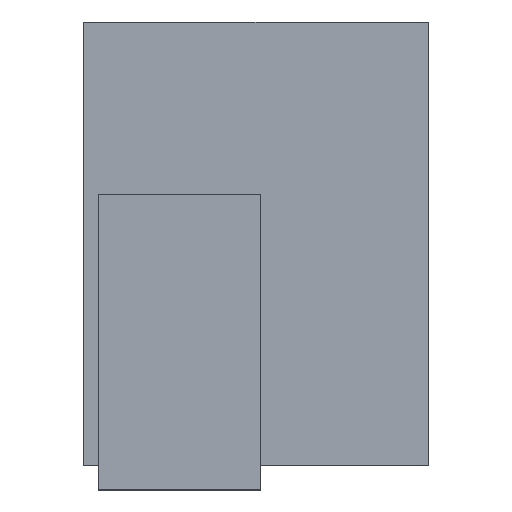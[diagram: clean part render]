
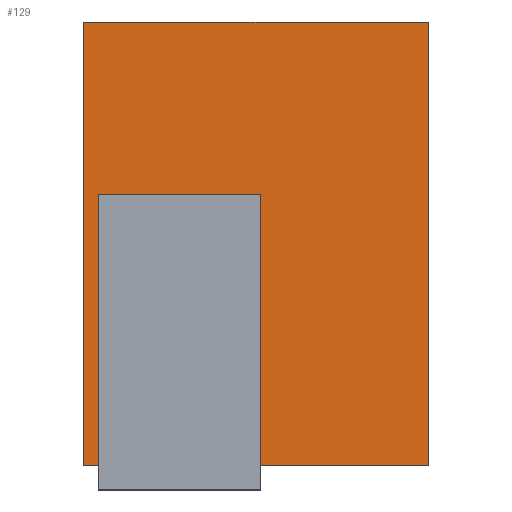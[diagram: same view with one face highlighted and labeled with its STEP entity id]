
A CAD part, top view. The second image highlights one B-rep face of the part: STEP entity #129.
In plain terms, the highlighted planar face has unit normal (0, 0, 1).
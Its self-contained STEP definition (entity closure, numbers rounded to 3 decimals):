
#129=ADVANCED_FACE('',(#273,#275,#277),#279,.T.);
#273=FACE_BOUND('',#274,.T.);
#274=EDGE_LOOP('',(#392,#393,#394,#395));
#275=FACE_BOUND('',#276,.T.);
#276=EDGE_LOOP('',(#396,#397,#398,#399));
#277=FACE_BOUND('',#278,.T.);
#278=EDGE_LOOP('',(#400,#401,#402,#403));
#279=PLANE('',#280);
#280=AXIS2_PLACEMENT_3D('',#281,#282,#283);
#281=CARTESIAN_POINT('',(0.,0.,1.));
#282=DIRECTION('',(0.,0.,1.));
#283=DIRECTION('',(-1.,0.,0.));
#392=ORIENTED_EDGE('',*,*,#470,.T.);
#393=ORIENTED_EDGE('',*,*,#471,.T.);
#394=ORIENTED_EDGE('',*,*,#472,.T.);
#395=ORIENTED_EDGE('',*,*,#473,.T.);
#396=ORIENTED_EDGE('',*,*,#462,.F.);
#397=ORIENTED_EDGE('',*,*,#467,.F.);
#398=ORIENTED_EDGE('',*,*,#436,.F.);
#399=ORIENTED_EDGE('',*,*,#465,.F.);
#400=ORIENTED_EDGE('',*,*,#444,.F.);
#401=ORIENTED_EDGE('',*,*,#459,.F.);
#402=ORIENTED_EDGE('',*,*,#456,.F.);
#403=ORIENTED_EDGE('',*,*,#453,.F.);
#436=EDGE_CURVE('',#484,#485,#486,.T.);
#444=EDGE_CURVE('',#500,#501,#502,.T.);
#453=EDGE_CURVE('',#501,#518,#519,.T.);
#456=EDGE_CURVE('',#518,#523,#524,.T.);
#459=EDGE_CURVE('',#523,#500,#527,.T.);
#462=EDGE_CURVE('',#531,#533,#534,.T.);
#465=EDGE_CURVE('',#533,#484,#537,.T.);
#467=EDGE_CURVE('',#485,#531,#539,.T.);
#470=EDGE_CURVE('',#542,#543,#544,.T.);
#471=EDGE_CURVE('',#543,#545,#546,.T.);
#472=EDGE_CURVE('',#545,#547,#548,.T.);
#473=EDGE_CURVE('',#547,#542,#549,.T.);
#484=VERTEX_POINT('',#564);
#485=VERTEX_POINT('',#565);
#486=LINE('',#566,#567);
#500=VERTEX_POINT('',#596);
#501=VERTEX_POINT('',#597);
#502=LINE('',#598,#599);
#518=VERTEX_POINT('',#632);
#519=LINE('',#633,#634);
#523=VERTEX_POINT('',#643);
#524=LINE('',#644,#645);
#527=LINE('',#653,#654);
#531=VERTEX_POINT('',#661);
#533=VERTEX_POINT('',#665);
#534=LINE('',#666,#667);
#537=LINE('',#675,#676);
#539=LINE('',#681,#682);
#542=VERTEX_POINT('',#690);
#543=VERTEX_POINT('',#691);
#544=LINE('',#692,#693);
#545=VERTEX_POINT('',#695);
#546=LINE('',#696,#697);
#547=VERTEX_POINT('',#699);
#548=LINE('',#700,#701);
#549=LINE('',#703,#704);
#564=CARTESIAN_POINT('',(1.,-40.,1.));
#565=CARTESIAN_POINT('',(1.,0.,1.));
#566=CARTESIAN_POINT('',(1.,-40.,1.));
#567=VECTOR('',#568,1.);
#568=DIRECTION('',(0.,1.,0.));
#596=CARTESIAN_POINT('',(-32.,0.,1.));
#597=CARTESIAN_POINT('',(-32.,-40.,1.));
#598=CARTESIAN_POINT('',(-32.,0.,1.));
#599=VECTOR('',#600,1.);
#600=DIRECTION('',(0.,-1.,0.));
#632=CARTESIAN_POINT('',(-29.,-40.,1.));
#633=CARTESIAN_POINT('',(-32.,-40.,1.));
#634=VECTOR('',#635,1.);
#635=DIRECTION('',(1.,0.,0.));
#643=CARTESIAN_POINT('',(-29.,0.,1.));
#644=CARTESIAN_POINT('',(-29.,-40.,1.));
#645=VECTOR('',#646,1.);
#646=DIRECTION('',(0.,1.,0.));
#653=CARTESIAN_POINT('',(-29.,0.,1.));
#654=VECTOR('',#655,1.);
#655=DIRECTION('',(-1.,0.,0.));
#661=CARTESIAN_POINT('',(-2.,0.,1.));
#665=CARTESIAN_POINT('',(-2.,-40.,1.));
#666=CARTESIAN_POINT('',(-2.,0.,1.));
#667=VECTOR('',#668,1.);
#668=DIRECTION('',(0.,-1.,0.));
#675=CARTESIAN_POINT('',(-2.,-40.,1.));
#676=VECTOR('',#677,1.);
#677=DIRECTION('',(1.,0.,0.));
#681=CARTESIAN_POINT('',(1.,0.,1.));
#682=VECTOR('',#683,1.);
#683=DIRECTION('',(-1.,0.,0.));
#690=CARTESIAN_POINT('',(-35.,45.,1.));
#691=CARTESIAN_POINT('',(-35.,-45.,1.));
#692=CARTESIAN_POINT('',(-35.,45.,1.));
#693=VECTOR('',#694,1.);
#694=DIRECTION('',(0.,-1.,0.));
#695=CARTESIAN_POINT('',(35.,-45.,1.));
#696=CARTESIAN_POINT('',(-35.,-45.,1.));
#697=VECTOR('',#698,1.);
#698=DIRECTION('',(1.,0.,0.));
#699=CARTESIAN_POINT('',(35.,45.,1.));
#700=CARTESIAN_POINT('',(35.,-45.,1.));
#701=VECTOR('',#702,1.);
#702=DIRECTION('',(0.,1.,0.));
#703=CARTESIAN_POINT('',(35.,45.,1.));
#704=VECTOR('',#705,1.);
#705=DIRECTION('',(-1.,0.,0.));
